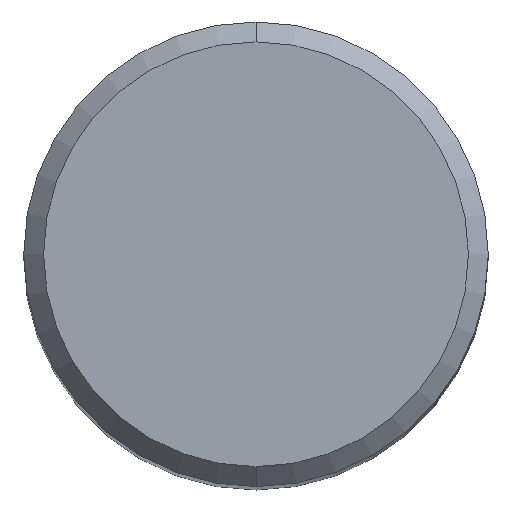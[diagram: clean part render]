
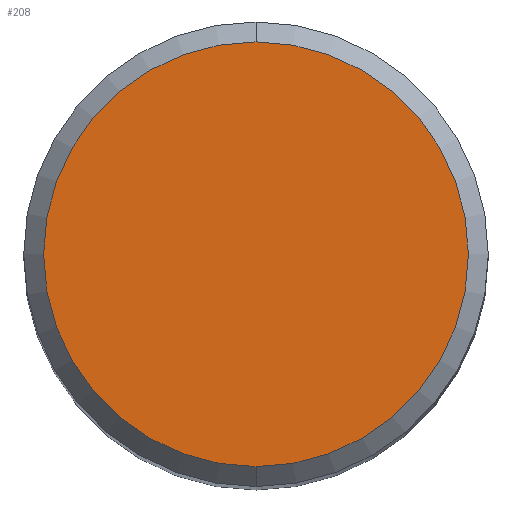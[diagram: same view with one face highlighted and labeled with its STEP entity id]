
A CAD part, top view. The second image highlights one B-rep face of the part: STEP entity #208.
In plain terms, the highlighted planar face has unit normal (0, 0, 1).
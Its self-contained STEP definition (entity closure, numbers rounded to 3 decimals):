
#208=ADVANCED_FACE('',(#512),#513,.T.);
#316=VERTEX_POINT('',#635);
#344=EDGE_CURVE('',#316,#364,#665,.T.);
#364=VERTEX_POINT('',#685);
#370=EDGE_CURVE('',#364,#316,#691,.T.);
#512=FACE_OUTER_BOUND('',#867,.T.);
#513=PLANE('',#868);
#635=CARTESIAN_POINT('',(0.,-6.4,0.0));
#665=CIRCLE('',#1237,6.4);
#685=CARTESIAN_POINT('',(0.0,6.4,0.0));
#691=CIRCLE('',#1291,6.4);
#867=EDGE_LOOP('',(#1517,#1518));
#868=AXIS2_PLACEMENT_3D('',#1519,#1520,#1521);
#1237=AXIS2_PLACEMENT_3D('',#1701,#1702,#1703);
#1291=AXIS2_PLACEMENT_3D('',#1722,#1723,#1724);
#1517=ORIENTED_EDGE('',*,*,#370,.F.);
#1518=ORIENTED_EDGE('',*,*,#344,.F.);
#1519=CARTESIAN_POINT('',(0.0,3.2,0.0));
#1520=DIRECTION('',(-0.0,0.0,1.0));
#1521=DIRECTION('',(0.0,-1.0,0.0));
#1701=CARTESIAN_POINT('',(0.0,0.0,0.0));
#1702=DIRECTION('',(0.0,0.0,-1.0));
#1703=DIRECTION('',(0.0,1.0,0.0));
#1722=CARTESIAN_POINT('',(0.0,0.0,0.0));
#1723=DIRECTION('',(0.0,0.0,-1.0));
#1724=DIRECTION('',(0.0,1.0,0.0));
